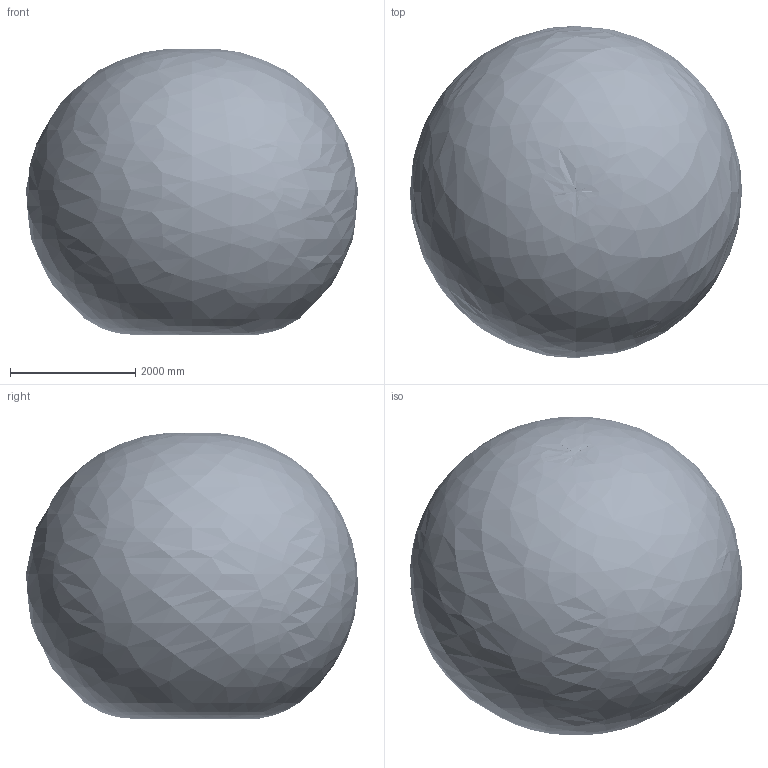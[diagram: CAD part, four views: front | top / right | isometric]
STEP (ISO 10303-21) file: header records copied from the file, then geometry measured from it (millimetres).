
FILE_DESCRIPTION(/* description */ ('Norm.iam Teamplte'),/* implementation_level */ '2;1');
FILE_NAME(/* name */ '3D-model_AT_00035.01.stp',/* time_stamp */ '2026-02-25T13:28:53+01:00',/* author */ ('Tim.Ketterer'),/* organization */ (''),/* preprocessor_version */ 'ST-DEVELOPER v19.2',/* originating_system */ 'Autodesk Inventor 2023',/* authorisation */ '');
FILE_SCHEMA (('CONFIG_CONTROL_DESIGN'));
Products named in the file (10): AT_00035.01_DUMMY articc6-2390-150kg; MT_WST00107830 Dummy Grundgestell; MT_WST00108854 Dummy Karussell; MT_WST00121881; MT_WST00121873; MT_WST00121920; MT_WST00108862 Dummy Hand; MT_WST00107852 Dummy Flansch; MT_WST00108694 Blindstopfen; MT_WST00121923 Arbeitsbereich
Assembly tree (11 placements, depth 2):
  AT_00035.01_DUMMY articc6-2390-150kg
    MT_WST00107830 Dummy Grundgestell
    MT_WST00108854 Dummy Karussell
    MT_WST00121881
    MT_WST00121873
    MT_WST00121920
    MT_WST00108862 Dummy Hand
    MT_WST00107852 Dummy Flansch
    MT_WST00108694 Blindstopfen  x3
    MT_WST00121923 Arbeitsbereich
Bounding box: 5294.72 x 5296.33 x 4572.22 mm (x, y, z)
Volume: 66047350500.2 mm3; surface area: 111277892.8 mm2
Topology: 15 solids, 16 shells, 5958 faces, 14362 edges, 8899 vertices
Faces by surface type: plane 1743, cylinder 1615, bspline 1494, torus 596, cone 422, sphere 88
Full cylindrical faces by diameter (mm): 4 x1, 4.5 x2, 4.917 x4, 5 x6, 6.647 x42, 6.8 x4, 7 x140, 7.53 x2, 7.6 x140, 8 x7, 8.376 x6, 8.5 x4, 8.8 x2, 9 x1, 10 x30, 10.106 x4, 10.5 x2, 11 x13, 12 x1, 12.4 x6, 13 x23, 13.6 x76, 13.835 x12, 14 x2, 15 x3, 16 x54, 16.2 x2, 17 x4, 18 x61, 19 x4
Entity records: 250071 total; most frequent: CARTESIAN_POINT 112741, ORIENTED_EDGE 28044, DIRECTION 26233, EDGE_CURVE 14022, AXIS2_PLACEMENT_3D 11227, VERTEX_POINT 8803, EDGE_LOOP 6739, CIRCLE 6538
